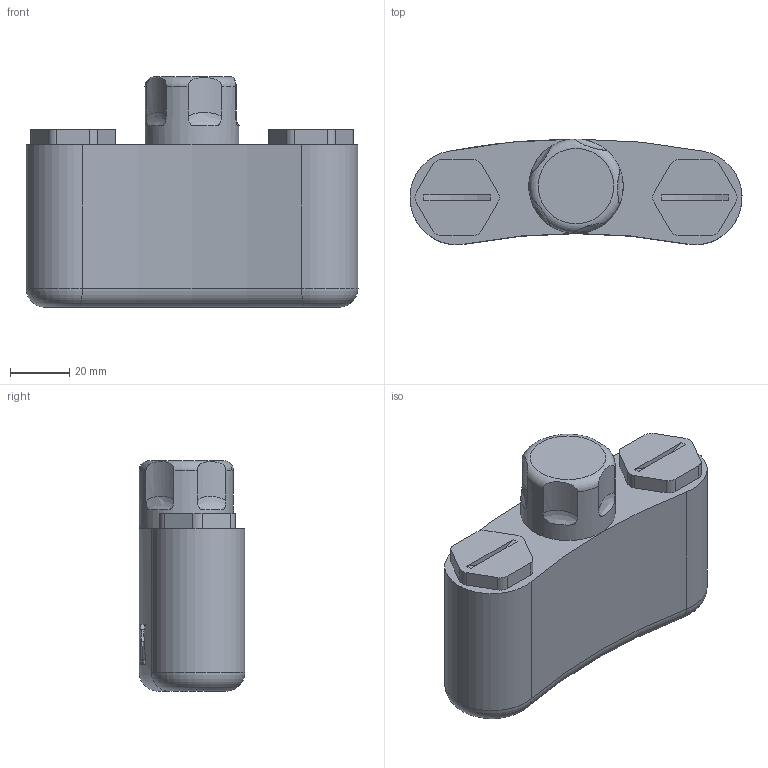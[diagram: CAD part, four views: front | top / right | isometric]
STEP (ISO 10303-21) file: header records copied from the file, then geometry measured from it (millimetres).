
FILE_DESCRIPTION(/* description */ (''),/* implementation_level */ '2;1');
FILE_NAME(/* name */ 'Mohawk Batt Large v1.step',/* time_stamp */ '2022-11-26T19:43:13-06:00',/* author */ (''),/* organization */ (''),/* preprocessor_version */ 'ST-DEVELOPER v19',/* originating_system */ 'Autodesk Translation Framework v11.7.0.108',/* authorisation */ '');
FILE_SCHEMA (('AUTOMOTIVE_DESIGN { 1 0 10303 214 3 1 1 }'));
Length unit declared in the file: inch
Products named in the file (1): Mohawk Batt Large
Bounding box: 111.7 x 35.55 x 77.47 mm (x, y, z)
Volume: 103056.2 mm3; surface area: 51954.3 mm2
Topology: 4 solids, 4 shells, 194 faces, 510 edges, 342 vertices
Faces by surface type: cylinder 103, plane 68, bspline 17, torus 6
Full cylindrical faces by diameter (mm): 11.427 x12, 12.7 x12, 19.05 x1, 21.62 x6, 25.209 x6, 25.4 x3, 31.75 x1
Entity records: 14006 total; most frequent: CARTESIAN_POINT 9388, ORIENTED_EDGE 1020, DIRECTION 868, EDGE_CURVE 510, AXIS2_PLACEMENT_3D 349, VERTEX_POINT 342, EDGE_LOOP 212, FACE_OUTER_BOUND 194
